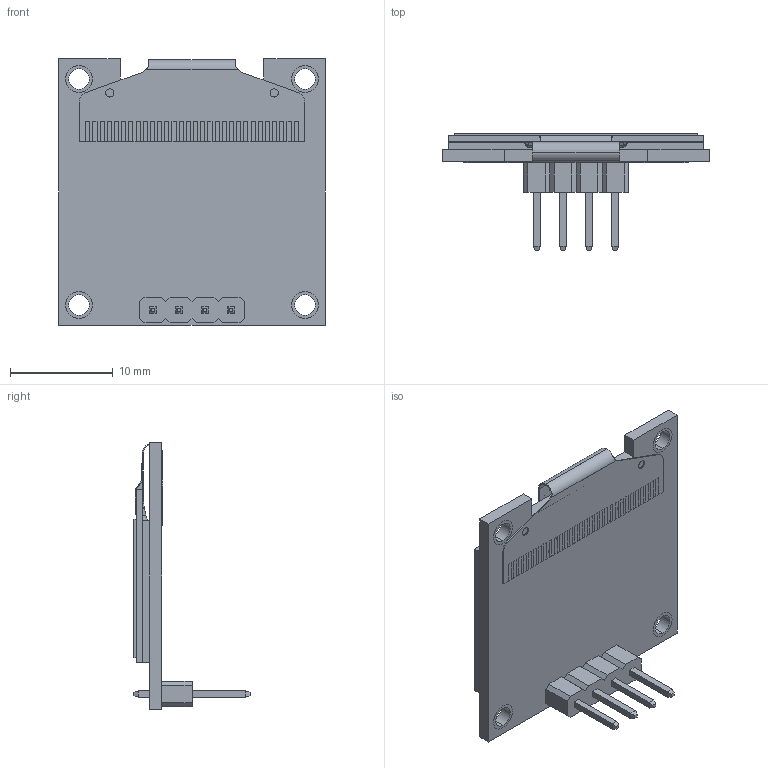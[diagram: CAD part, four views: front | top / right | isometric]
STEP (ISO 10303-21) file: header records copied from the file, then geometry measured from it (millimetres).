
FILE_DESCRIPTION(('FreeCAD Model'),'2;1');
FILE_NAME('Open CASCADE Shape Model','2024-10-01T22:07:37',(''),(''), 'Open CASCADE STEP processor 7.6','FreeCAD','Unknown');
FILE_SCHEMA(('AUTOMOTIVE_DESIGN { 1 0 10303 214 1 1 1 1 }'));
Length unit declared in the file: millimetre
Products named in the file (61): U8_DM-OLED096-636_2bfd63c4c02f; DM-OLED096-636_Module018; DM-OLED096-636_Module; DM-OLED096-636_Module001; DM-OLED096-636_Module002; DM-OLED096-636_Module003; DM-OLED096-636_Module004; DM-OLED096-636_Module005; DM-OLED096-636_Module006; DM-OLED096-636_Module007; DM-OLED096-636_Module008; DM-OLED096-636_Module009; DM-OLED096-636_Module010; DM-OLED096-636_Module011; DM-OLED096-636_Module012; DM-OLED096-636_Module013; DM-OLED096-636_Module014; DM-OLED096-636_Module015; DM-OLED096-636_Module016; DM-OLED096-636_Module017; DM-OLED096-636_Panel040; DM-OLED096-636_Panel; DM-OLED096-636_Panel001; DM-OLED096-636_Panel002; DM-OLED096-636_Panel003; DM-OLED096-636_Panel004; DM-OLED096-636_Panel005; DM-OLED096-636_Panel006; DM-OLED096-636_Panel007; DM-OLED096-636_Panel008; DM-OLED096-636_Panel009; DM-OLED096-636_Panel010; DM-OLED096-636_Panel011; DM-OLED096-636_Panel012; DM-OLED096-636_Panel013; DM-OLED096-636_Panel014; DM-OLED096-636_Panel015; DM-OLED096-636_Panel016; DM-OLED096-636_Panel017; DM-OLED096-636_Panel018 ...
Assembly tree (60 placements, depth 3):
  U8_DM-OLED096-636_2bfd63c4c02f
    DM-OLED096-636_Module018
      DM-OLED096-636_Module
      DM-OLED096-636_Module001
      DM-OLED096-636_Module002
      DM-OLED096-636_Module003
      DM-OLED096-636_Module004
      DM-OLED096-636_Module005
      DM-OLED096-636_Module006
      DM-OLED096-636_Module007
      DM-OLED096-636_Module008
      DM-OLED096-636_Module009
      DM-OLED096-636_Module010
      DM-OLED096-636_Module011
      DM-OLED096-636_Module012
      DM-OLED096-636_Module013
      DM-OLED096-636_Module014
      DM-OLED096-636_Module015
      DM-OLED096-636_Module016
      DM-OLED096-636_Module017
    DM-OLED096-636_Panel040
      DM-OLED096-636_Panel
      DM-OLED096-636_Panel001
      DM-OLED096-636_Panel002
      DM-OLED096-636_Panel003
      DM-OLED096-636_Panel004
      DM-OLED096-636_Panel005
      DM-OLED096-636_Panel006
      DM-OLED096-636_Panel007
      DM-OLED096-636_Panel008
      DM-OLED096-636_Panel009
      DM-OLED096-636_Panel010
      DM-OLED096-636_Panel011
      DM-OLED096-636_Panel012
      DM-OLED096-636_Panel013
      DM-OLED096-636_Panel014
      DM-OLED096-636_Panel015
      DM-OLED096-636_Panel016
      DM-OLED096-636_Panel017
      DM-OLED096-636_Panel018
      DM-OLED096-636_Panel019
      DM-OLED096-636_Panel020
      DM-OLED096-636_Panel021
      DM-OLED096-636_Panel022
      DM-OLED096-636_Panel023
      DM-OLED096-636_Panel024
      DM-OLED096-636_Panel025
      DM-OLED096-636_Panel026
      DM-OLED096-636_Panel027
      DM-OLED096-636_Panel028
      DM-OLED096-636_Panel029
      DM-OLED096-636_Panel030
      DM-OLED096-636_Panel031
      DM-OLED096-636_Panel032
      DM-OLED096-636_Panel033
      DM-OLED096-636_Panel034
      DM-OLED096-636_Panel035
      DM-OLED096-636_Panel036
      DM-OLED096-636_Panel037
      DM-OLED096-636_Panel038
Bounding box: 26 x 11.3 x 26 mm (x, y, z)
Volume: 1428 mm3; surface area: 5260.7 mm2
Topology: 58 solids, 58 shells, 611 faces, 1444 edges, 950 vertices
Faces by surface type: plane 529, cylinder 72, bspline 8, torus 2
Entity records: 19087 total; most frequent: CARTESIAN_POINT 3332, ORIENTED_EDGE 2888, DIRECTION 2886, EDGE_CURVE 1444, LINE 1266, VECTOR 1266, VERTEX_POINT 950, AXIS2_PLACEMENT_3D 810
